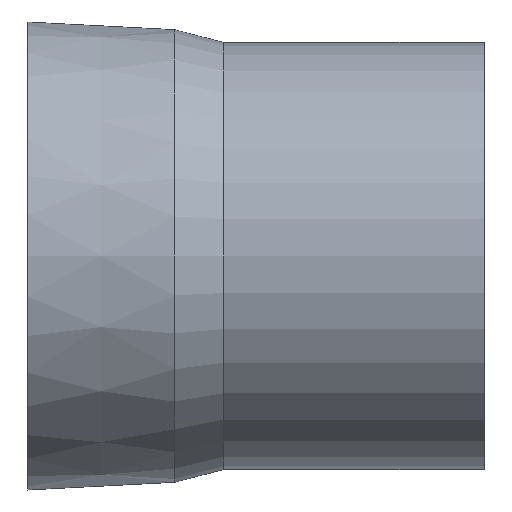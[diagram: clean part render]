
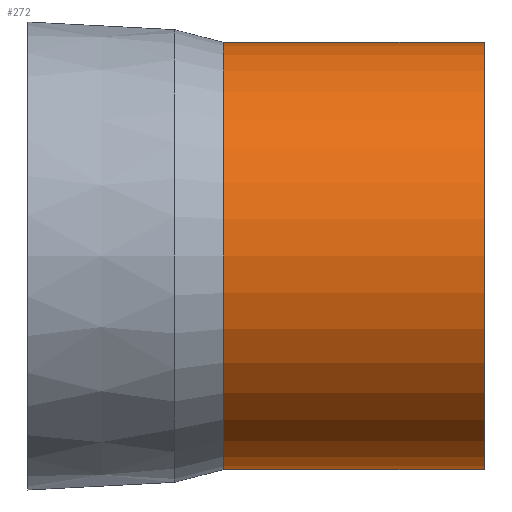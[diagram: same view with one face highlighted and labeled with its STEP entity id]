
A CAD part, front view. The second image highlights one B-rep face of the part: STEP entity #272.
In plain terms, the highlighted cylindrical face has radius 131 mm (diameter 262 mm), a partial arc.
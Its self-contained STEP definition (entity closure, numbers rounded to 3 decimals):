
#8 = VERTEX_POINT ( 'NONE', #74 ) ;
#12 = EDGE_CURVE ( 'NONE', #203, #409, #17, .T. ) ;
#15 = EDGE_LOOP ( 'NONE', ( #367, #221, #213, #21 ) ) ;
#17 = CIRCLE ( 'NONE', #303, 131. ) ;
#20 = AXIS2_PLACEMENT_3D ( 'NONE', #89, #35, #324 ) ;
#21 = ORIENTED_EDGE ( 'NONE', *, *, #293, .F. ) ;
#28 = CARTESIAN_POINT ( 'NONE',  ( 280., 0., -131. ) ) ;
#35 = DIRECTION ( 'NONE',  ( -1., 0., 0. ) ) ;
#43 = LINE ( 'NONE', #67, #160 ) ;
#61 = CARTESIAN_POINT ( 'NONE',  ( 0., 0., -131. ) ) ;
#67 = CARTESIAN_POINT ( 'NONE',  ( 0., 0., 131. ) ) ;
#74 = CARTESIAN_POINT ( 'NONE',  ( 120., 0., 131. ) ) ;
#89 = CARTESIAN_POINT ( 'NONE',  ( 0., 0., 0. ) ) ;
#117 = DIRECTION ( 'NONE',  ( 0., 0., -1. ) ) ;
#125 = AXIS2_PLACEMENT_3D ( 'NONE', #157, #240, #117 ) ;
#143 = CIRCLE ( 'NONE', #125, 131. ) ;
#157 = CARTESIAN_POINT ( 'NONE',  ( 120., 0., 0. ) ) ;
#160 = VECTOR ( 'NONE', #196, 1000. ) ;
#196 = DIRECTION ( 'NONE',  ( -1., 0., 0. ) ) ;
#203 = VERTEX_POINT ( 'NONE', #28 ) ;
#213 = ORIENTED_EDGE ( 'NONE', *, *, #237, .F. ) ;
#221 = ORIENTED_EDGE ( 'NONE', *, *, #370, .T. ) ;
#237 = EDGE_CURVE ( 'NONE', #269, #8, #143, .T. ) ;
#240 = DIRECTION ( 'NONE',  ( -1., 0., 0. ) ) ;
#243 = CYLINDRICAL_SURFACE ( 'NONE', #20, 131. ) ;
#254 = FACE_OUTER_BOUND ( 'NONE', #15, .T. ) ;
#268 = DIRECTION ( 'NONE',  ( 0., 0., -1. ) ) ;
#269 = VERTEX_POINT ( 'NONE', #361 ) ;
#272 = ADVANCED_FACE ( 'NONE', ( #254 ), #243, .T. ) ;
#286 = CARTESIAN_POINT ( 'NONE',  ( 280., 0., 131. ) ) ;
#293 = EDGE_CURVE ( 'NONE', #203, #269, #385, .T. ) ;
#294 = VECTOR ( 'NONE', #323, 1000. ) ;
#303 = AXIS2_PLACEMENT_3D ( 'NONE', #382, #379, #268 ) ;
#323 = DIRECTION ( 'NONE',  ( -1., 0., 0. ) ) ;
#324 = DIRECTION ( 'NONE',  ( 0., 0., -1. ) ) ;
#361 = CARTESIAN_POINT ( 'NONE',  ( 120., 0., -131. ) ) ;
#367 = ORIENTED_EDGE ( 'NONE', *, *, #12, .T. ) ;
#370 = EDGE_CURVE ( 'NONE', #409, #8, #43, .T. ) ;
#379 = DIRECTION ( 'NONE',  ( -1., 0., 0. ) ) ;
#382 = CARTESIAN_POINT ( 'NONE',  ( 280., 0., 0. ) ) ;
#385 = LINE ( 'NONE', #61, #294 ) ;
#409 = VERTEX_POINT ( 'NONE', #286 ) ;
